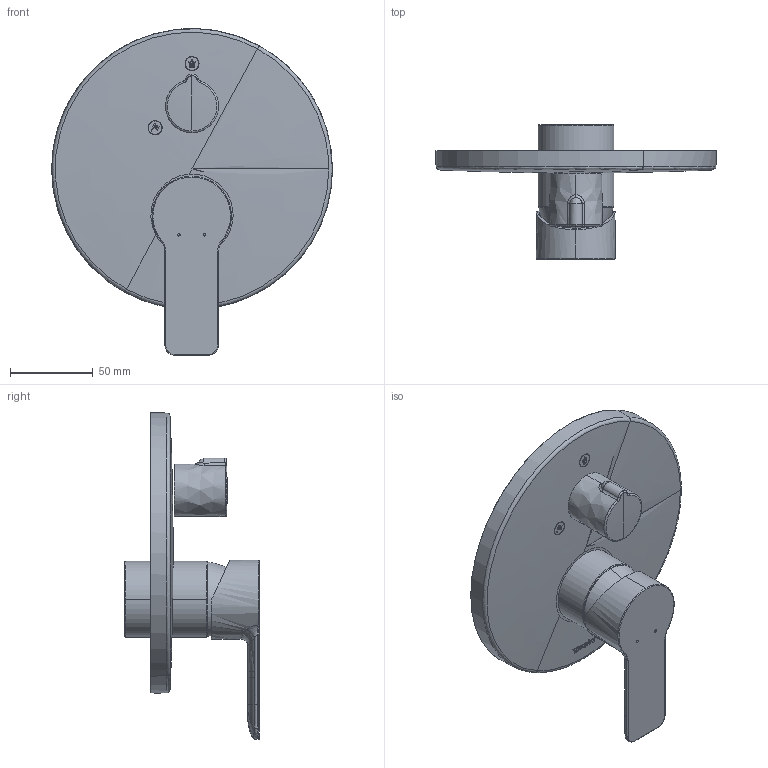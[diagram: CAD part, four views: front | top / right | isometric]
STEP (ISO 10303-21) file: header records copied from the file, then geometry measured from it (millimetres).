
FILE_DESCRIPTION(/* description */ (''),/* implementation_level */ '2;1');
FILE_NAME(/* name */ 'DC4210012_DC5210012_DC5210018',/* time_stamp */ '2024-01-12T13:57:35+01:00',/* author */ (''),/* organization */ (''),/* preprocessor_version */ 'ST-DEVELOPER v15',/* originating_system */ '',/* authorisation */ '');
FILE_SCHEMA (('AUTOMOTIVE_DESIGN'));
Length unit declared in the file: millimetre
Products named in the file (1): Document
Bounding box: 170 x 81.47 x 197.83 mm (x, y, z)
Volume: 101695.6 mm3; surface area: 56421.7 mm2
Topology: 2 solids, 11 shells, 308 faces, 807 edges, 512 vertices
Faces by surface type: bspline 158, plane 150
Entity records: 14348 total; most frequent: CARTESIAN_POINT 9315, ORIENTED_EDGE 1501, EDGE_CURVE 801, B_SPLINE_CURVE_WITH_KNOTS 631, VERTEX_POINT 512, EDGE_LOOP 343, ADVANCED_FACE 308, FACE_OUTER_BOUND 308
